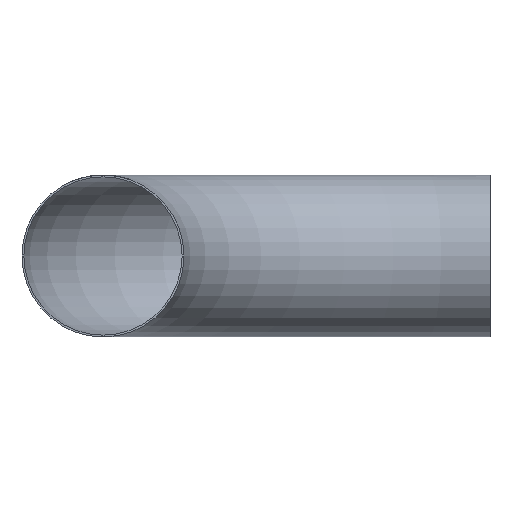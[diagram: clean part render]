
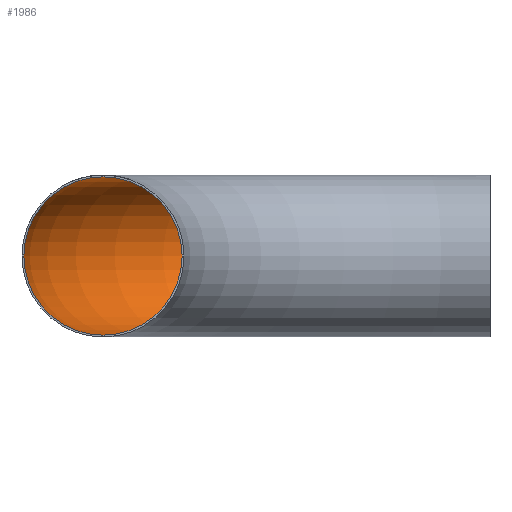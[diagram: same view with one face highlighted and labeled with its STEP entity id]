
A CAD part, front view. The second image highlights one B-rep face of the part: STEP entity #1986.
In plain terms, the highlighted toroidal (fillet/blend) face has major radius 850 mm and minor radius 173.8 mm.
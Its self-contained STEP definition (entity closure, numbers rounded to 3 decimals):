
#89 = VERTEX_POINT ( 'NONE', #2649 ) ;
#260 = EDGE_LOOP ( 'NONE', ( #19663 ) ) ;
#1255 = CIRCLE ( 'NONE', #17711, 173.8 ) ;
#1986 = ADVANCED_FACE ( 'NONE', ( #26112, #30448 ), #25853, .F. ) ;
#2649 = CARTESIAN_POINT ( 'NONE',  ( 0., 1023.8, 0. ) ) ;
#2846 = CARTESIAN_POINT ( 'NONE',  ( -850., 0., 0. ) ) ;
#3157 = EDGE_CURVE ( 'NONE', #27111, #27111, #22720, .T. ) ;
#4541 = DIRECTION ( 'NONE',  ( -1., 0., 0. ) ) ;
#9933 = AXIS2_PLACEMENT_3D ( 'NONE', #25796, #12114, #4541 ) ;
#10001 = DIRECTION ( 'NONE',  ( 0., 1., 0. ) ) ;
#11288 = ORIENTED_EDGE ( 'NONE', *, *, #3157, .F. ) ;
#12114 = DIRECTION ( 'NONE',  ( 0., 0., -1. ) ) ;
#12201 = DIRECTION ( 'NONE',  ( 0., 0., 1. ) ) ;
#14836 = CARTESIAN_POINT ( 'NONE',  ( 0., 850., 0. ) ) ;
#16893 = EDGE_LOOP ( 'NONE', ( #11288 ) ) ;
#17088 = DIRECTION ( 'NONE',  ( 1., 0., 0. ) ) ;
#17711 = AXIS2_PLACEMENT_3D ( 'NONE', #14836, #17088, #10001 ) ;
#18115 = AXIS2_PLACEMENT_3D ( 'NONE', #2846, #29538, #12201 ) ;
#19663 = ORIENTED_EDGE ( 'NONE', *, *, #22676, .T. ) ;
#20206 = CARTESIAN_POINT ( 'NONE',  ( -850., 0., 173.8 ) ) ;
#22676 = EDGE_CURVE ( 'NONE', #89, #89, #1255, .T. ) ;
#22720 = CIRCLE ( 'NONE', #18115, 173.8 ) ;
#25796 = CARTESIAN_POINT ( 'NONE',  ( 0., 0., 0. ) ) ;
#25853 = TOROIDAL_SURFACE ( 'NONE', #9933, 850., 173.8 ) ;
#26112 = FACE_OUTER_BOUND ( 'NONE', #260, .T. ) ;
#27111 = VERTEX_POINT ( 'NONE', #20206 ) ;
#29538 = DIRECTION ( 'NONE',  ( 0., 1., 0. ) ) ;
#30448 = FACE_OUTER_BOUND ( 'NONE', #16893, .T. ) ;
